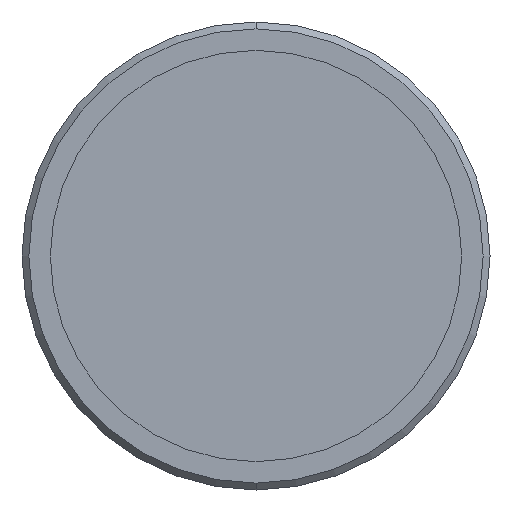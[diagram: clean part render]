
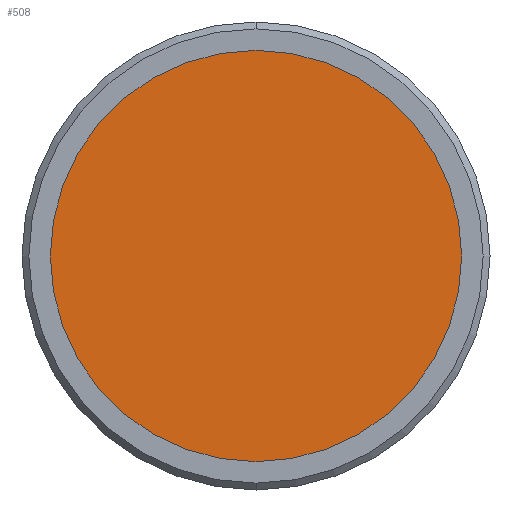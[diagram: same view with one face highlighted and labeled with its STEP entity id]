
A CAD part, front view. The second image highlights one B-rep face of the part: STEP entity #508.
In plain terms, the highlighted planar face has unit normal (0, -1, 0).
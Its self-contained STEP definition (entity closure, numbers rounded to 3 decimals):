
#3 = DIRECTION ( 'NONE',  ( 0., -1., 0. ) ) ;
#11 = DIRECTION ( 'NONE',  ( 0., 0., -1. ) ) ;
#24 = AXIS2_PLACEMENT_3D ( 'NONE', #318, #3, #132 ) ;
#90 = CARTESIAN_POINT ( 'NONE',  ( 0., -6.15, 0. ) ) ;
#127 = CIRCLE ( 'NONE', #228, 7.471 ) ;
#132 = DIRECTION ( 'NONE',  ( 0., 0., -1. ) ) ;
#153 = EDGE_LOOP ( 'NONE', ( #476, #418 ) ) ;
#228 = AXIS2_PLACEMENT_3D ( 'NONE', #90, #635, #11 ) ;
#239 = AXIS2_PLACEMENT_3D ( 'NONE', #737, #688, #576 ) ;
#240 = FACE_OUTER_BOUND ( 'NONE', #153, .T. ) ;
#262 = CARTESIAN_POINT ( 'NONE',  ( 0., -6.15, -7.471 ) ) ;
#318 = CARTESIAN_POINT ( 'NONE',  ( 0., -6.15, 0. ) ) ;
#418 = ORIENTED_EDGE ( 'NONE', *, *, #744, .T. ) ;
#440 = VERTEX_POINT ( 'NONE', #656 ) ;
#476 = ORIENTED_EDGE ( 'NONE', *, *, #700, .T. ) ;
#485 = PLANE ( 'NONE',  #24 ) ;
#508 = ADVANCED_FACE ( 'NONE', ( #240 ), #485, .T. ) ;
#576 = DIRECTION ( 'NONE',  ( 0., 0., -1. ) ) ;
#635 = DIRECTION ( 'NONE',  ( 0., -1., 0. ) ) ;
#656 = CARTESIAN_POINT ( 'NONE',  ( 0., -6.15, 7.471 ) ) ;
#662 = VERTEX_POINT ( 'NONE', #262 ) ;
#680 = CIRCLE ( 'NONE', #239, 7.471 ) ;
#688 = DIRECTION ( 'NONE',  ( 0., -1., 0. ) ) ;
#700 = EDGE_CURVE ( 'NONE', #440, #662, #127, .T. ) ;
#737 = CARTESIAN_POINT ( 'NONE',  ( 0., -6.15, 0. ) ) ;
#744 = EDGE_CURVE ( 'NONE', #662, #440, #680, .T. ) ;
